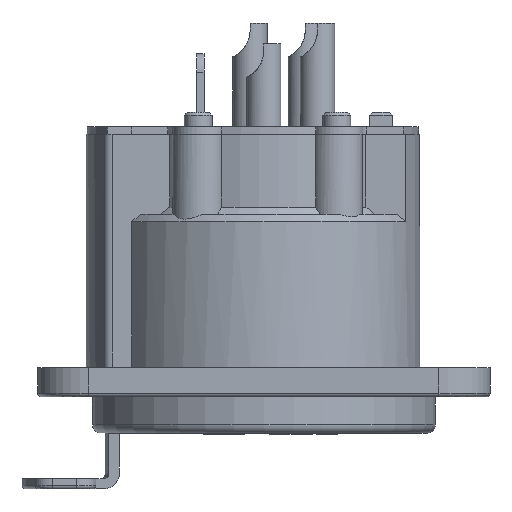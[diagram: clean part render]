
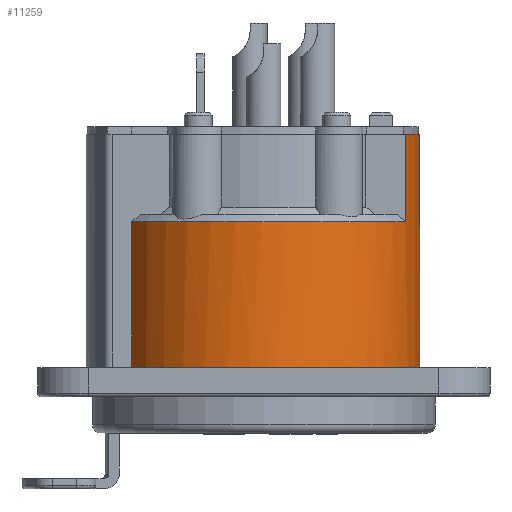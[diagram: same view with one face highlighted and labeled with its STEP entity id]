
A CAD part, front view. The second image highlights one B-rep face of the part: STEP entity #11259.
In plain terms, the highlighted cylindrical face has radius 10.7 mm (diameter 21.4 mm), a partial arc.
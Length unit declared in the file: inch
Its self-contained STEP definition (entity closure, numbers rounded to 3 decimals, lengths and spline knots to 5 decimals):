
#102=LINE('',#15660,#1158);
#108=LINE('',#15735,#1164);
#109=LINE('',#15739,#1165);
#110=LINE('',#15743,#1166);
#111=LINE('',#15747,#1167);
#112=LINE('',#15751,#1168);
#113=LINE('',#15755,#1169);
#114=LINE('',#15759,#1170);
#115=LINE('',#15762,#1171);
#116=LINE('',#15764,#1172);
#1158=VECTOR('',#12779,0.23622);
#1164=VECTOR('',#12827,0.44094);
#1165=VECTOR('',#12830,0.04724);
#1166=VECTOR('',#12833,0.04724);
#1167=VECTOR('',#12836,0.04724);
#1168=VECTOR('',#12839,0.04724);
#1169=VECTOR('',#12842,0.04724);
#1170=VECTOR('',#12845,0.04724);
#1171=VECTOR('',#12848,0.44094);
#1172=VECTOR('',#12849,0.23622);
#2192=CYLINDRICAL_SURFACE('',#11828,0.42126);
#2476=CIRCLE('',#11825,0.42126);
#2477=CIRCLE('',#11827,0.42126);
#2478=CIRCLE('',#11829,0.42126);
#2479=CIRCLE('',#11830,0.42126);
#2480=CIRCLE('',#11831,0.42126);
#2481=CIRCLE('',#11832,0.42126);
#2482=CIRCLE('',#11833,0.42126);
#2483=CIRCLE('',#11834,0.42126);
#2484=CIRCLE('',#11835,0.42126);
#2485=CIRCLE('',#11836,0.42126);
#2926=FACE_OUTER_BOUND('',#3363,.T.);
#3363=EDGE_LOOP('',(#8005,#8006,#8007,#8008,#8009,#8010,#8011,#8012,#8013,
#8014,#8015,#8016,#8017,#8018,#8019,#8020,#8021,#8022,#8023,#8024));
#4393=VERTEX_POINT('',#15655);
#4394=VERTEX_POINT('',#15659);
#4407=VERTEX_POINT('',#15718);
#4408=VERTEX_POINT('',#15724);
#4409=VERTEX_POINT('',#15728);
#4410=VERTEX_POINT('',#15734);
#4411=VERTEX_POINT('',#15736);
#4412=VERTEX_POINT('',#15738);
#4413=VERTEX_POINT('',#15740);
#4414=VERTEX_POINT('',#15742);
#4415=VERTEX_POINT('',#15744);
#4416=VERTEX_POINT('',#15746);
#4417=VERTEX_POINT('',#15748);
#4418=VERTEX_POINT('',#15750);
#4419=VERTEX_POINT('',#15752);
#4420=VERTEX_POINT('',#15754);
#4421=VERTEX_POINT('',#15756);
#4422=VERTEX_POINT('',#15758);
#4423=VERTEX_POINT('',#15760);
#4424=VERTEX_POINT('',#15763);
#5989=EDGE_CURVE('',#4394,#4393,#102,.T.);
#6010=EDGE_CURVE('',#4407,#4393,#2476,.T.);
#6012=EDGE_CURVE('',#4408,#4409,#2477,.T.);
#6014=EDGE_CURVE('',#4410,#4407,#108,.T.);
#6015=EDGE_CURVE('',#4411,#4410,#2478,.T.);
#6016=EDGE_CURVE('',#4412,#4411,#109,.T.);
#6017=EDGE_CURVE('',#4413,#4412,#2479,.T.);
#6018=EDGE_CURVE('',#4414,#4413,#110,.T.);
#6019=EDGE_CURVE('',#4415,#4414,#2480,.T.);
#6020=EDGE_CURVE('',#4416,#4415,#111,.T.);
#6021=EDGE_CURVE('',#4417,#4416,#2481,.T.);
#6022=EDGE_CURVE('',#4418,#4417,#112,.T.);
#6023=EDGE_CURVE('',#4419,#4418,#2482,.T.);
#6024=EDGE_CURVE('',#4420,#4419,#113,.T.);
#6025=EDGE_CURVE('',#4421,#4420,#2483,.T.);
#6026=EDGE_CURVE('',#4422,#4421,#114,.T.);
#6027=EDGE_CURVE('',#4423,#4422,#2484,.T.);
#6028=EDGE_CURVE('',#4409,#4423,#115,.T.);
#6029=EDGE_CURVE('',#4408,#4424,#116,.T.);
#6030=EDGE_CURVE('',#4424,#4394,#2485,.T.);
#8005=ORIENTED_EDGE('',*,*,#6010,.F.);
#8006=ORIENTED_EDGE('',*,*,#6014,.F.);
#8007=ORIENTED_EDGE('',*,*,#6015,.F.);
#8008=ORIENTED_EDGE('',*,*,#6016,.F.);
#8009=ORIENTED_EDGE('',*,*,#6017,.F.);
#8010=ORIENTED_EDGE('',*,*,#6018,.F.);
#8011=ORIENTED_EDGE('',*,*,#6019,.F.);
#8012=ORIENTED_EDGE('',*,*,#6020,.F.);
#8013=ORIENTED_EDGE('',*,*,#6021,.F.);
#8014=ORIENTED_EDGE('',*,*,#6022,.F.);
#8015=ORIENTED_EDGE('',*,*,#6023,.F.);
#8016=ORIENTED_EDGE('',*,*,#6024,.F.);
#8017=ORIENTED_EDGE('',*,*,#6025,.F.);
#8018=ORIENTED_EDGE('',*,*,#6026,.F.);
#8019=ORIENTED_EDGE('',*,*,#6027,.F.);
#8020=ORIENTED_EDGE('',*,*,#6028,.F.);
#8021=ORIENTED_EDGE('',*,*,#6012,.F.);
#8022=ORIENTED_EDGE('',*,*,#6029,.T.);
#8023=ORIENTED_EDGE('',*,*,#6030,.T.);
#8024=ORIENTED_EDGE('',*,*,#5989,.T.);
#11259=ADVANCED_FACE('',(#2926),#2192,.T.);
#11825=AXIS2_PLACEMENT_3D('',#15722,#12819,#12820);
#11827=AXIS2_PLACEMENT_3D('',#15729,#12823,#12824);
#11828=AXIS2_PLACEMENT_3D('',#15733,#12825,#12826);
#11829=AXIS2_PLACEMENT_3D('',#15737,#12828,#12829);
#11830=AXIS2_PLACEMENT_3D('',#15741,#12831,#12832);
#11831=AXIS2_PLACEMENT_3D('',#15745,#12834,#12835);
#11832=AXIS2_PLACEMENT_3D('',#15749,#12837,#12838);
#11833=AXIS2_PLACEMENT_3D('',#15753,#12840,#12841);
#11834=AXIS2_PLACEMENT_3D('',#15757,#12843,#12844);
#11835=AXIS2_PLACEMENT_3D('',#15761,#12846,#12847);
#11836=AXIS2_PLACEMENT_3D('',#15765,#12850,#12851);
#12779=DIRECTION('',(0.,0.,-1.));
#12819=DIRECTION('center_axis',(0.,0.,
1.));
#12820=DIRECTION('ref_axis',(-0.846,-0.533,0.));
#12823=DIRECTION('center_axis',(0.,0.,
1.));
#12824=DIRECTION('ref_axis',(0.846,0.533,0.));
#12825=DIRECTION('center_axis',(0.,0.,1.));
#12826=DIRECTION('ref_axis',(-0.846,-0.533,0.));
#12827=DIRECTION('',(0.,0.,1.));
#12828=DIRECTION('center_axis',(0.,0.,-1.));
#12829=DIRECTION('ref_axis',(0.846,-0.533,0.));
#12830=DIRECTION('',(0.,0.,-1.));
#12831=DIRECTION('center_axis',(0.,0.,-1.));
#12832=DIRECTION('ref_axis',(-0.846,-0.533,0.));
#12833=DIRECTION('',(0.,0.,1.));
#12834=DIRECTION('center_axis',(0.,0.,-1.));
#12835=DIRECTION('ref_axis',(0.846,-0.533,0.));
#12836=DIRECTION('',(0.,0.,-1.));
#12837=DIRECTION('center_axis',(0.,0.,-1.));
#12838=DIRECTION('ref_axis',(-0.846,-0.533,0.));
#12839=DIRECTION('',(0.,0.,1.));
#12840=DIRECTION('center_axis',(0.,0.,-1.));
#12841=DIRECTION('ref_axis',(0.846,-0.533,0.));
#12842=DIRECTION('',(0.,0.,-1.));
#12843=DIRECTION('center_axis',(0.,0.,-1.));
#12844=DIRECTION('ref_axis',(-0.846,-0.533,0.));
#12845=DIRECTION('',(0.,0.,1.));
#12846=DIRECTION('center_axis',(0.,0.,-1.));
#12847=DIRECTION('ref_axis',(0.846,-0.533,0.));
#12848=DIRECTION('',(0.,0.,-1.));
#12849=DIRECTION('',(0.,0.,1.));
#12850=DIRECTION('center_axis',(0.,0.,
-1.));
#12851=DIRECTION('ref_axis',(-0.846,-0.533,0.));
#15655=CARTESIAN_POINT('',(0.38219,-0.17717,0.57087));
#15659=CARTESIAN_POINT('',(0.38219,-0.17717,0.80709));
#15660=CARTESIAN_POINT('',(0.38219,-0.17717,0.17717));
#15718=CARTESIAN_POINT('',(-0.35651,-0.22441,0.57087));
#15722=CARTESIAN_POINT('Origin',(0.,0.,
0.57087));
#15724=CARTESIAN_POINT('',(0.38219,0.17717,0.57087));
#15728=CARTESIAN_POINT('',(-0.35651,0.22441,0.57087));
#15729=CARTESIAN_POINT('Origin',(0.,0.,
0.57087));
#15733=CARTESIAN_POINT('Origin',(0.,0.,
0.17717));
#15734=CARTESIAN_POINT('',(-0.35651,-0.22441,0.12992));
#15735=CARTESIAN_POINT('',(-0.35651,-0.22441,0.17717));
#15736=CARTESIAN_POINT('',(-0.03543,-0.41977,0.12992));
#15737=CARTESIAN_POINT('Origin',(0.,0.,
0.12992));
#15738=CARTESIAN_POINT('',(-0.03543,-0.41977,0.17717));
#15739=CARTESIAN_POINT('',(-0.03543,-0.41977,0.17717));
#15740=CARTESIAN_POINT('',(0.03543,-0.41977,0.17717));
#15741=CARTESIAN_POINT('Origin',(0.,0.,
0.17717));
#15742=CARTESIAN_POINT('',(0.03543,-0.41977,0.12992));
#15743=CARTESIAN_POINT('',(0.03543,-0.41977,0.17717));
#15744=CARTESIAN_POINT('',(0.41977,-0.03543,0.12992));
#15745=CARTESIAN_POINT('Origin',(0.,0.,
0.12992));
#15746=CARTESIAN_POINT('',(0.41977,-0.03543,0.17717));
#15747=CARTESIAN_POINT('',(0.41977,-0.03543,0.17717));
#15748=CARTESIAN_POINT('',(0.41977,0.03543,0.17717));
#15749=CARTESIAN_POINT('Origin',(0.,0.,
0.17717));
#15750=CARTESIAN_POINT('',(0.41977,0.03543,0.12992));
#15751=CARTESIAN_POINT('',(0.41977,0.03543,0.17717));
#15752=CARTESIAN_POINT('',(0.03543,0.41977,0.12992));
#15753=CARTESIAN_POINT('Origin',(0.,0.,
0.12992));
#15754=CARTESIAN_POINT('',(0.03543,0.41977,0.17717));
#15755=CARTESIAN_POINT('',(0.03543,0.41977,0.17717));
#15756=CARTESIAN_POINT('',(-0.03543,0.41977,0.17717));
#15757=CARTESIAN_POINT('Origin',(0.,0.,
0.17717));
#15758=CARTESIAN_POINT('',(-0.03543,0.41977,0.12992));
#15759=CARTESIAN_POINT('',(-0.03543,0.41977,0.17717));
#15760=CARTESIAN_POINT('',(-0.35651,0.22441,0.12992));
#15761=CARTESIAN_POINT('Origin',(0.,0.,
0.12992));
#15762=CARTESIAN_POINT('',(-0.35651,0.22441,0.17717));
#15763=CARTESIAN_POINT('',(0.38219,0.17717,0.80709));
#15764=CARTESIAN_POINT('',(0.38219,0.17717,0.17717));
#15765=CARTESIAN_POINT('Origin',(0.,0.,
0.80709));
